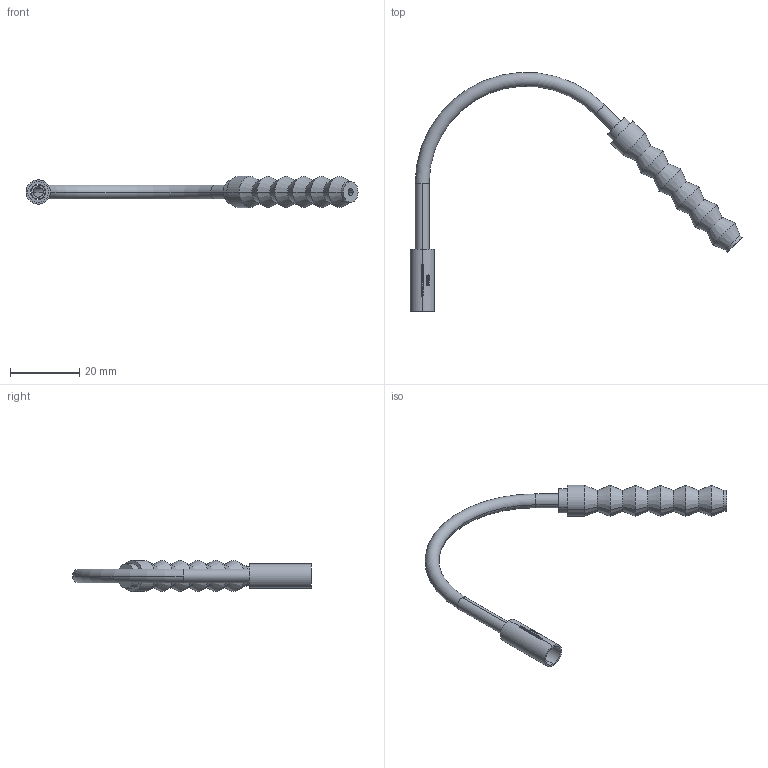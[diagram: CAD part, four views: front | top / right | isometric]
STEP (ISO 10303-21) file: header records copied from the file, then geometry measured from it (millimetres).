
FILE_DESCRIPTION (( 'STEP AP214' ), '1' );
FILE_NAME ('07306-Cable Guide 135° with Rubber Boot.STEP', '2019-02-07T01:26:22', ( '' ), ( '' ), 'SwSTEP 2.0', 'SolidWorks 2018', '' );
FILE_SCHEMA (( 'AUTOMOTIVE_DESIGN' ));
Length unit declared in the file: millimetre
Products named in the file (1): 07306-Cable Guide 135° with Rubber Boot
Bounding box: 95.78 x 68.95 x 9 mm (x, y, z)
Volume: 2911 mm3; surface area: 5068.4 mm2
Topology: 3 solids, 3 shells, 341 faces, 913 edges, 598 vertices
Faces by surface type: bspline 214, cylinder 66, plane 31, cone 26, torus 4
Entity records: 21432 total; most frequent: CARTESIAN_POINT 14902, ORIENTED_EDGE 1826, EDGE_CURVE 913, B_SPLINE_CURVE_WITH_KNOTS 747, VERTEX_POINT 598, DIRECTION 510, EDGE_LOOP 365, ADVANCED_FACE 341
